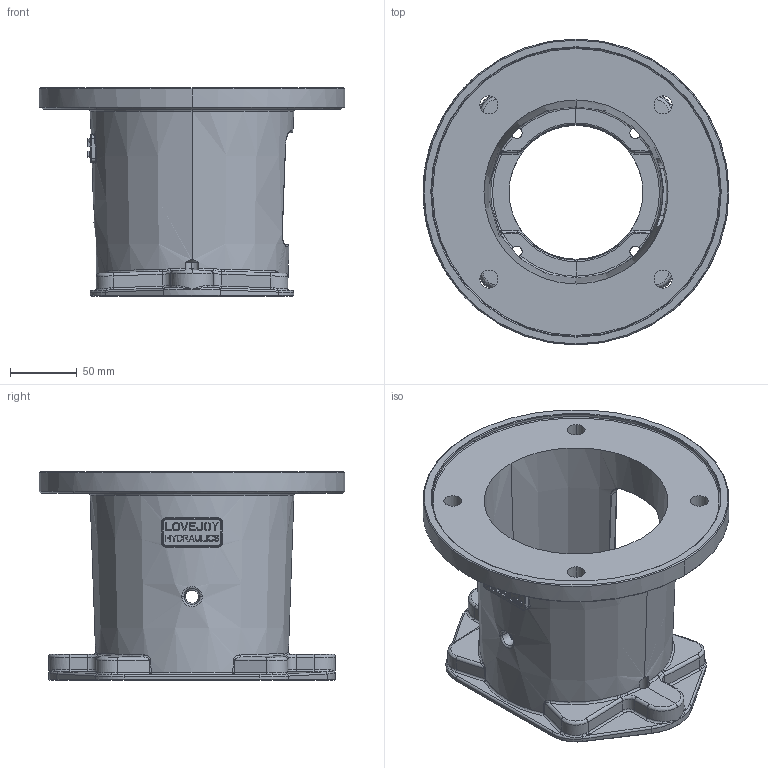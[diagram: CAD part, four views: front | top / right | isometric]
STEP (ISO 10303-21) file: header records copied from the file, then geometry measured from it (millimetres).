
FILE_DESCRIPTION((''),'2;1');
FILE_NAME('84527105163_ASM','2013-04-26T',('ppetruska'),(''),'PRO/ENGINEER BY PARAMETRIC TECHNOLOGY CORPORATION, 2012480','PRO/ENGINEER BY PARAMETRIC TECHNOLOGY CORPORATION, 2012480','');
FILE_SCHEMA(('CONFIG_CONTROL_DESIGN'));
Length unit declared in the file: inch
Products named in the file (3): 84527106027_AF3; 84527106033_AF2_ASM; 84527105163_ASM
Assembly tree (2 placements, depth 3):
  84527105163_ASM
    84527106033_AF2_ASM
      84527106027_AF3
Bounding box: 228.6 x 228.6 x 155.64 mm (x, y, z)
Volume: 992898 mm3; surface area: 222019.7 mm2
Topology: 1 solids, 1 shells, 741 faces, 1940 edges, 1216 vertices
Faces by surface type: plane 443, bspline 138, cylinder 96, cone 34, torus 18, sphere 8, extrusion 4
Entity records: 29567 total; most frequent: CARTESIAN_POINT 12242, ORIENTED_EDGE 3872, DIRECTION 3132, EDGE_CURVE 1936, VECTOR 1310, LINE 1306, VERTEX_POINT 1216, AXIS2_PLACEMENT_3D 911
